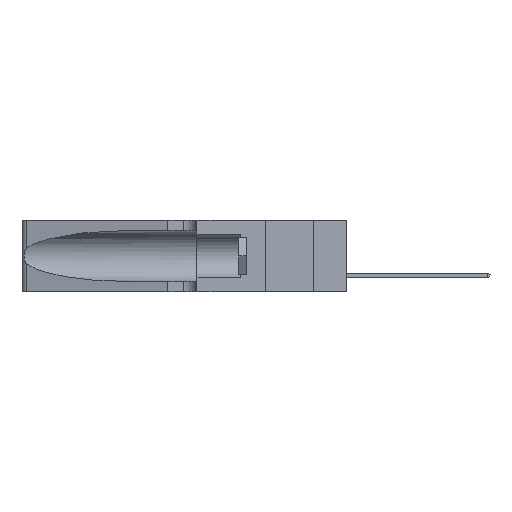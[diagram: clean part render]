
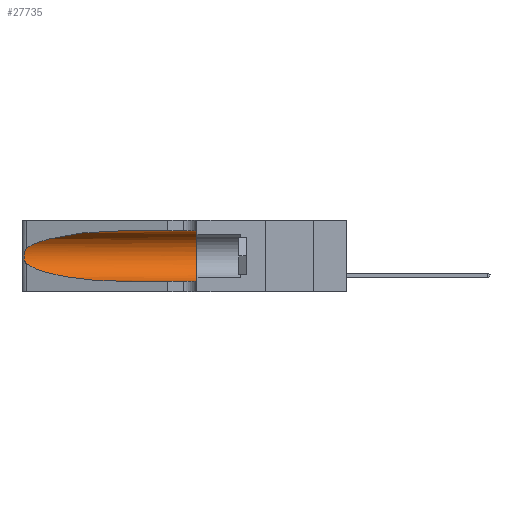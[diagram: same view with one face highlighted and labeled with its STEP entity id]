
A CAD part, left-side view. The second image highlights one B-rep face of the part: STEP entity #27735.
In plain terms, the highlighted cylindrical face has radius 3.308 mm (diameter 6.617 mm), a partial arc.
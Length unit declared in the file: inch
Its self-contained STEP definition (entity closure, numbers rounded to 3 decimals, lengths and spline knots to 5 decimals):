
#219 = CARTESIAN_POINT ( 'NONE',  ( 0.1305, 1.61858, 0.185 ) ) ;
#512 = CARTESIAN_POINT ( 'NONE',  ( 0.25856, 1.23593, 0.16098 ) ) ;
#691 = CARTESIAN_POINT ( 'NONE',  ( 0.25639, 1.23186, 0.15144 ) ) ;
#855 = CARTESIAN_POINT ( 'NONE',  ( 0.26075, 1.23896, 0.19203 ) ) ;
#953 = ORIENTED_EDGE ( 'NONE', *, *, #33575, .T. ) ;
#1418 = CARTESIAN_POINT ( 'NONE',  ( 0.2373, 1.15595, 0.28018 ) ) ;
#1557 = DIRECTION ( 'NONE',  ( 0., -1., 0. ) ) ;
#1588 = ORIENTED_EDGE ( 'NONE', *, *, #24969, .F. ) ;
#2922 = DIRECTION ( 'NONE',  ( 0., 1., 0. ) ) ;
#3424 = DIRECTION ( 'NONE',  ( 0., 0., 1. ) ) ;
#3758 = DIRECTION ( 'NONE',  ( 0., 0., -1. ) ) ;
#4045 = CARTESIAN_POINT ( 'NONE',  ( 0.25555, 1.22993, 0.14849 ) ) ;
#4383 = CARTESIAN_POINT ( 'NONE',  ( 0.25639, 1.23184, 0.21858 ) ) ;
#4702 = ORIENTED_EDGE ( 'NONE', *, *, #23476, .T. ) ;
#4862 = CARTESIAN_POINT ( 'NONE',  ( 0.1305, 0.72297, 0.31525 ) ) ;
#6669 = CARTESIAN_POINT ( 'NONE',  ( 0.18966, 0.96281, 0.05475 ) ) ;
#7160 = VERTEX_POINT ( 'NONE', #48540 ) ;
#7937 = CARTESIAN_POINT ( 'NONE',  ( 0.25789, 1.23486, 0.15765 ) ) ;
#9775 = ORIENTED_EDGE ( 'NONE', *, *, #36153, .T. ) ;
#10030 = VERTEX_POINT ( 'NONE', #40484 ) ;
#10551 = CARTESIAN_POINT ( 'NONE',  ( 0.25487, 1.22718, 0.14631 ) ) ;
#11318 = DIRECTION ( 'NONE',  ( 0., -1., 0. ) ) ;
#11551 = CARTESIAN_POINT ( 'NONE',  ( 0.2373, 1.15595, 0.08982 ) ) ;
#13605 = CARTESIAN_POINT ( 'NONE',  ( 0.1305, 0.35, 0.31525 ) ) ;
#14755 = AXIS2_PLACEMENT_3D ( 'NONE', #219, #15022, #3758 ) ;
#15022 = DIRECTION ( 'NONE',  ( 0., -1., 0. ) ) ;
#15655 =( BOUNDED_CURVE ( )  B_SPLINE_CURVE ( 3, ( #10551, #11551, #6669, #48656 ),
 .UNSPECIFIED., .F., .F. ) 
 B_SPLINE_CURVE_WITH_KNOTS ( ( 4, 4 ),
 ( 3.44316, 4.71239 ),
 .UNSPECIFIED. ) 
 CURVE ( )  GEOMETRIC_REPRESENTATION_ITEM ( )  RATIONAL_B_SPLINE_CURVE ( ( 1., 0.87, 0.87, 1. ) ) 
 REPRESENTATION_ITEM ( '' )  );
#15978 = CARTESIAN_POINT ( 'NONE',  ( 0.25787, 1.23484, 0.2124 ) ) ;
#16141 = CARTESIAN_POINT ( 'NONE',  ( 0.25555, 1.22994, 0.2215 ) ) ;
#16219 = CARTESIAN_POINT ( 'NONE',  ( 0.25487, 1.22718, 0.22369 ) ) ;
#16286 = LINE ( 'NONE', #19509, #30079 ) ;
#19509 = CARTESIAN_POINT ( 'NONE',  ( 0.1305, 1.61858, 0.05475 ) ) ;
#19731 = VERTEX_POINT ( 'NONE', #4862 ) ;
#19787 = CARTESIAN_POINT ( 'NONE',  ( 0.25854, 1.2359, 0.20912 ) ) ;
#20687 = CARTESIAN_POINT ( 'NONE',  ( 0.1305, 1.61858, 0.31525 ) ) ;
#21468 = CIRCLE ( 'NONE', #46229, 0.13025 ) ;
#22182 = CARTESIAN_POINT ( 'NONE',  ( 0.25487, 1.22718, 0.14631 ) ) ;
#22923 = CARTESIAN_POINT ( 'NONE',  ( 0.18966, 0.96281, 0.31525 ) ) ;
#23476 = EDGE_CURVE ( 'NONE', #38595, #36608, #15655, .T. ) ;
#23678 = CARTESIAN_POINT ( 'NONE',  ( 0.26018, 1.23835, 0.19895 ) ) ;
#24002 = EDGE_CURVE ( 'NONE', #7160, #38595, #38736, .T. ) ;
#24969 = EDGE_CURVE ( 'NONE', #25973, #10030, #21468, .T. ) ;
#25973 = VERTEX_POINT ( 'NONE', #13605 ) ;
#27052 = CARTESIAN_POINT ( 'NONE',  ( 0.26075, 1.23896, 0.178 ) ) ;
#27530 = ORIENTED_EDGE ( 'NONE', *, *, #24002, .T. ) ;
#27735 = ADVANCED_FACE ( 'NONE', ( #37071 ), #35319, .F. ) ;
#30079 = VECTOR ( 'NONE', #11318, 39.37008 ) ;
#30265 = CARTESIAN_POINT ( 'NONE',  ( 0.1305, 0.72297, 0.05475 ) ) ;
#30550 = LINE ( 'NONE', #20687, #31779 ) ;
#30739 = CARTESIAN_POINT ( 'NONE',  ( 0.25487, 1.22718, 0.14631 ) ) ;
#31343 = CARTESIAN_POINT ( 'NONE',  ( 0.1305, 0.72297, 0.31525 ) ) ;
#31779 = VECTOR ( 'NONE', #1557, 39.37008 ) ;
#31970 =( BOUNDED_CURVE ( )  B_SPLINE_CURVE ( 3, ( #31343, #22923, #1418, #16219 ),
 .UNSPECIFIED., .F., .T. ) 
 B_SPLINE_CURVE_WITH_KNOTS ( ( 4, 4 ),
 ( 1.5708, 2.84003 ),
 .UNSPECIFIED. ) 
 CURVE ( )  GEOMETRIC_REPRESENTATION_ITEM ( )  RATIONAL_B_SPLINE_CURVE ( ( 1., 0.87, 0.87, 1. ) ) 
 REPRESENTATION_ITEM ( '' )  );
#33575 = EDGE_CURVE ( 'NONE', #36608, #10030, #16286, .T. ) ;
#35319 = CYLINDRICAL_SURFACE ( 'NONE', #14755, 0.13025 ) ;
#36153 = EDGE_CURVE ( 'NONE', #19731, #7160, #31970, .T. ) ;
#36608 = VERTEX_POINT ( 'NONE', #30265 ) ;
#36714 = ORIENTED_EDGE ( 'NONE', *, *, #42624, .F. ) ;
#36953 = EDGE_LOOP ( 'NONE', ( #9775, #27530, #4702, #953, #1588, #36714 ) ) ;
#37071 = FACE_OUTER_BOUND ( 'NONE', #36953, .T. ) ;
#38595 = VERTEX_POINT ( 'NONE', #22182 ) ;
#38736 = B_SPLINE_CURVE_WITH_KNOTS ( 'NONE', 3,
 ( #42844, #16141, #4383, #15978, #19787, #23678, #855, #27052, #46380, #512, #7937, #691, #4045, #30739 ),
 .UNSPECIFIED., .F., .F.,
 ( 4, 2, 2, 2, 2, 2, 4 ),
 ( 0., 0.00027, 0.00053, 0.00107, 0.0016, 0.00187, 0.00214 ),
 .UNSPECIFIED. ) ;
#40484 = CARTESIAN_POINT ( 'NONE',  ( 0.1305, 0.35, 0.05475 ) ) ;
#42624 = EDGE_CURVE ( 'NONE', #19731, #25973, #30550, .T. ) ;
#42844 = CARTESIAN_POINT ( 'NONE',  ( 0.25487, 1.22718, 0.22369 ) ) ;
#45255 = CARTESIAN_POINT ( 'NONE',  ( 0.1305, 0.35, 0.185 ) ) ;
#46229 = AXIS2_PLACEMENT_3D ( 'NONE', #45255, #2922, #3424 ) ;
#46380 = CARTESIAN_POINT ( 'NONE',  ( 0.26017, 1.23833, 0.17102 ) ) ;
#48540 = CARTESIAN_POINT ( 'NONE',  ( 0.25487, 1.22718, 0.22369 ) ) ;
#48656 = CARTESIAN_POINT ( 'NONE',  ( 0.1305, 0.72297, 0.05475 ) ) ;
